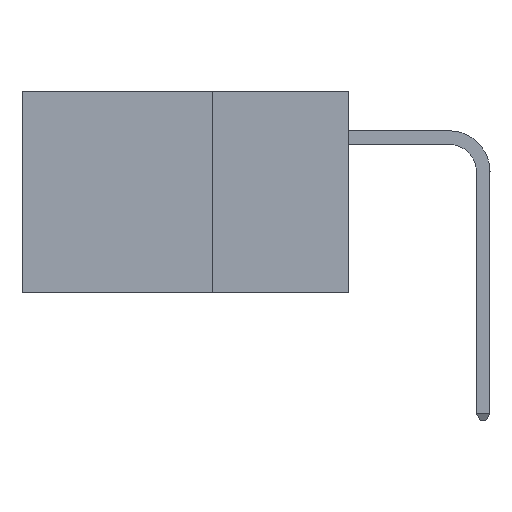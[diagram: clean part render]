
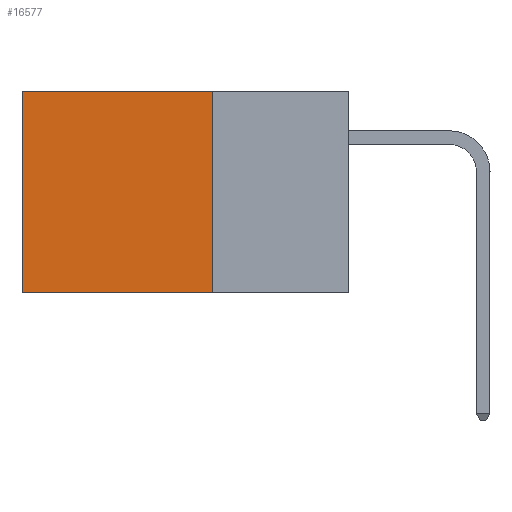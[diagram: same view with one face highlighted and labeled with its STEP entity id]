
A CAD part, left-side view. The second image highlights one B-rep face of the part: STEP entity #16577.
In plain terms, the highlighted planar face has unit normal (-1, 0, 0).
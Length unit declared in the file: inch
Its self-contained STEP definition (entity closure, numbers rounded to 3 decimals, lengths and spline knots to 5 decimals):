
#52 = DIRECTION ( 'NONE',  ( 0., 1., 0. ) ) ;
#1055 = VERTEX_POINT ( 'NONE', #29699 ) ;
#2810 = VERTEX_POINT ( 'NONE', #27364 ) ;
#4134 = CARTESIAN_POINT ( 'NONE',  ( 0.2875, 0.6, 0. ) ) ;
#5700 = DIRECTION ( 'NONE',  ( 0., 0., -1. ) ) ;
#5823 = VERTEX_POINT ( 'NONE', #32639 ) ;
#5961 = LINE ( 'NONE', #37397, #45600 ) ;
#9119 = EDGE_CURVE ( 'NONE', #2810, #24145, #47624, .T. ) ;
#9208 = FACE_OUTER_BOUND ( 'NONE', #19695, .T. ) ;
#14129 = DIRECTION ( 'NONE',  ( 0., 0., -1. ) ) ;
#14189 = CARTESIAN_POINT ( 'NONE',  ( 0.2875, 0.6, -0.37 ) ) ;
#15372 = AXIS2_PLACEMENT_3D ( 'NONE', #32758, #36466, #14129 ) ;
#16577 = ADVANCED_FACE ( 'NONE', ( #9208 ), #29026, .F. ) ;
#18833 = ORIENTED_EDGE ( 'NONE', *, *, #32970, .T. ) ;
#19695 = EDGE_LOOP ( 'NONE', ( #18833, #27558, #31528, #28727 ) ) ;
#20579 = CARTESIAN_POINT ( 'NONE',  ( 0.2875, 0.25, 0. ) ) ;
#21286 = VECTOR ( 'NONE', #5700, 39.37008 ) ;
#24145 = VERTEX_POINT ( 'NONE', #14189 ) ;
#26466 = DIRECTION ( 'NONE',  ( 0., 0., -1. ) ) ;
#27105 = EDGE_CURVE ( 'NONE', #1055, #2810, #31275, .T. ) ;
#27364 = CARTESIAN_POINT ( 'NONE',  ( 0.2875, 0.25, -0.37 ) ) ;
#27558 = ORIENTED_EDGE ( 'NONE', *, *, #9119, .F. ) ;
#27930 = VECTOR ( 'NONE', #37263, 39.37008 ) ;
#28344 = EDGE_CURVE ( 'NONE', #1055, #5823, #5961, .T. ) ;
#28727 = ORIENTED_EDGE ( 'NONE', *, *, #28344, .T. ) ;
#29026 = PLANE ( 'NONE',  #15372 ) ;
#29699 = CARTESIAN_POINT ( 'NONE',  ( 0.2875, 0.25, 0. ) ) ;
#31275 = LINE ( 'NONE', #20579, #21286 ) ;
#31528 = ORIENTED_EDGE ( 'NONE', *, *, #27105, .F. ) ;
#32639 = CARTESIAN_POINT ( 'NONE',  ( 0.2875, 0.6, 0. ) ) ;
#32758 = CARTESIAN_POINT ( 'NONE',  ( 0.2875, 0.25, 0. ) ) ;
#32970 = EDGE_CURVE ( 'NONE', #5823, #24145, #35527, .T. ) ;
#35527 = LINE ( 'NONE', #4134, #46513 ) ;
#36466 = DIRECTION ( 'NONE',  ( 1., 0., 0. ) ) ;
#37263 = DIRECTION ( 'NONE',  ( 0., 1., 0. ) ) ;
#37397 = CARTESIAN_POINT ( 'NONE',  ( 0.2875, 0.25, 0. ) ) ;
#41000 = CARTESIAN_POINT ( 'NONE',  ( 0.2875, 0.25, -0.37 ) ) ;
#45600 = VECTOR ( 'NONE', #52, 39.37008 ) ;
#46513 = VECTOR ( 'NONE', #26466, 39.37008 ) ;
#47624 = LINE ( 'NONE', #41000, #27930 ) ;
